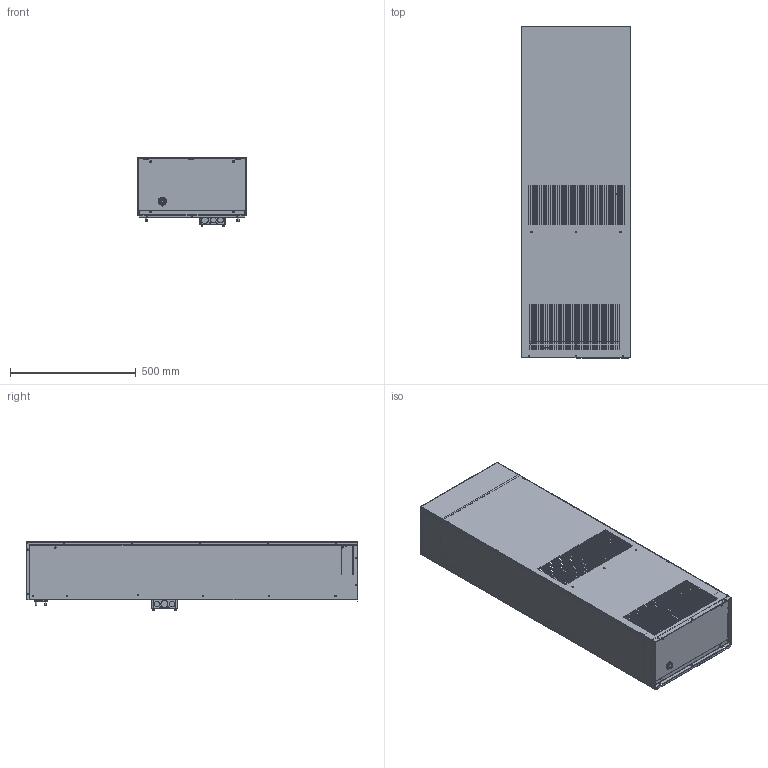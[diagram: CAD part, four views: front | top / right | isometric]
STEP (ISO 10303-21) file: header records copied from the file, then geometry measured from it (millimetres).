
FILE_DESCRIPTION((''),'2;1');
FILE_NAME('STEP-K3A4C7DP52L.stp', '2011-08-10T11:45:34',('User'),('SDRC'),'I-DEAS Master Series','UNIX','Yes');
FILE_SCHEMA(('CONFIG_CONTROL_DESIGN', 'GEOMETRIC_VALIDATION_PROPERTIES_MIM','SHAPE_APPEARANCE_LAYER_MIM'));
Length unit declared in the file: inch
Bounding box: 433.6 x 1318.29 x 273.76 mm (x, y, z)
Volume: 3157304.2 mm3; surface area: 4509130.2 mm2
Topology: 78 solids, 78 shells, 2290 faces, 6006 edges, 3966 vertices
Faces by surface type: bspline 2290
Entity records: 77029 total; most frequent: CARTESIAN_POINT 34226, ORIENTED_EDGE 12012, EDGE_CURVE 6006, OVER_RIDING_STYLED_ITEM 5098, QUASI_UNIFORM_CURVE 4410, VERTEX_POINT 3966, EDGE_LOOP 3254, FACE_OUTER_BOUND 2290
